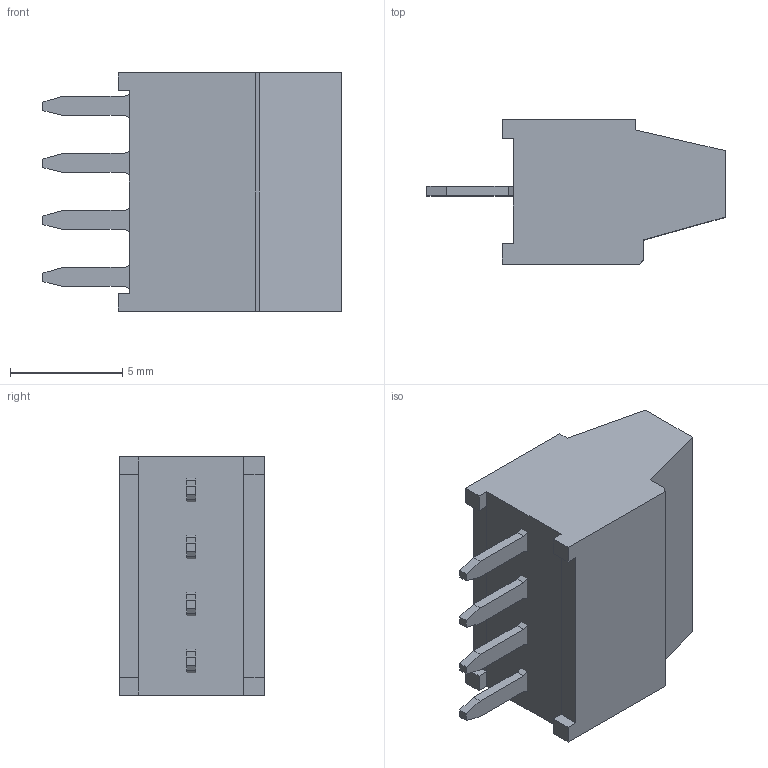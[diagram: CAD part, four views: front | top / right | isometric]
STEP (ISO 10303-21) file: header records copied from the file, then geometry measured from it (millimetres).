
FILE_DESCRIPTION(/* description */ (''),/* implementation_level */ '2;1');
FILE_NAME(/* name */ '1546215-4 v1.step',/* time_stamp */ '2019-07-11T12:04:22+01:00',/* author */ (''),/* organization */ (''),/* preprocessor_version */ 'ST-DEVELOPER v18',/* originating_system */ 'Autodesk Translation Framework v8.2.0.1029',/* authorisation */ '');
FILE_SCHEMA (('AUTOMOTIVE_DESIGN { 1 0 10303 214 3 1 1 }'));
Length unit declared in the file: millimetre
Products named in the file (1): 1546215-4
Bounding box: 13.29 x 6.45 x 10.62 mm (x, y, z)
Volume: 523.2 mm3; surface area: 511.9 mm2
Topology: 5 solids, 5 shells, 107 faces, 267 edges, 178 vertices
Faces by surface type: plane 103, cylinder 4
Full cylindrical faces by diameter (mm): 2.104 x4
Entity records: 3219 total; most frequent: CARTESIAN_POINT 553, ORIENTED_EDGE 534, DIRECTION 507, EDGE_CURVE 267, LINE 243, VECTOR 243, VERTEX_POINT 178, AXIS2_PLACEMENT_3D 132
